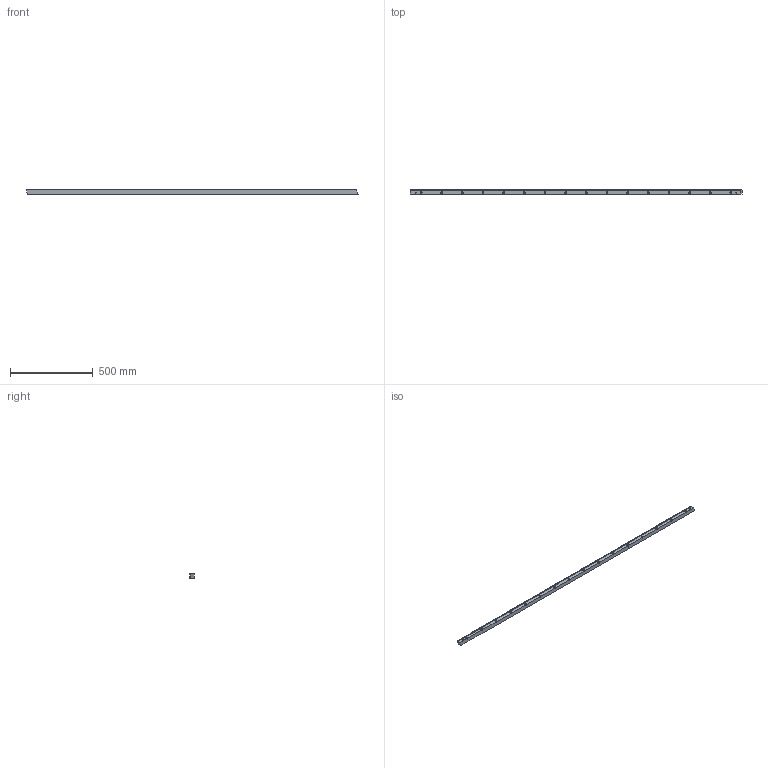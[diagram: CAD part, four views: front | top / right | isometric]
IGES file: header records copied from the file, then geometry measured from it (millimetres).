
Start section: SolidWorks IGES file using analytic representation for surfaces
Global section: file name: KRAMSAN25M2,5H.IGS; native system: SolidWorks 2020; preprocessor: SolidWorks 2020; author: Turgu; date: 230526.184421; units: millimetre
Bounding box: 2008.87 x 25 x 25 mm (x, y, z)
Surface area: 248853.6 mm2 (no closed solid volume)
Topology: 0 solids, 0 shells, 1122 faces, 8520 edges, 8520 vertices
Faces by surface type: bspline 982, revolution 140
